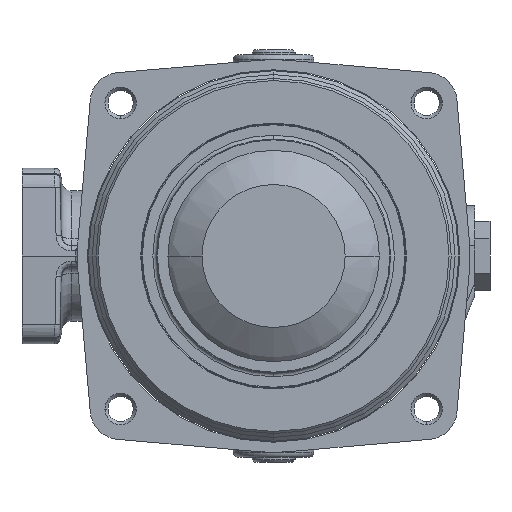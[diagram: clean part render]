
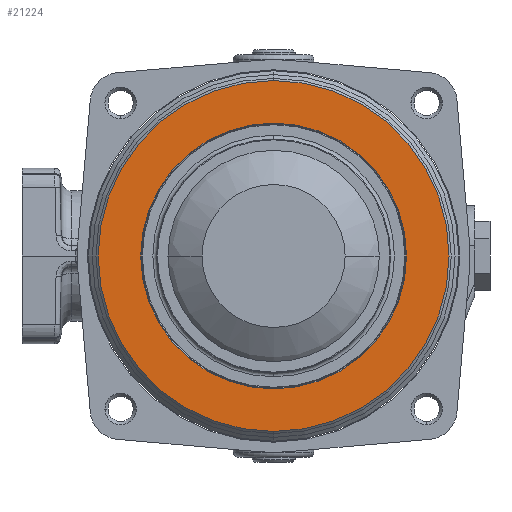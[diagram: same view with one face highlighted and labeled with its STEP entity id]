
A CAD part, left-side view. The second image highlights one B-rep face of the part: STEP entity #21224.
In plain terms, the highlighted planar face has unit normal (-1, 0, 0).
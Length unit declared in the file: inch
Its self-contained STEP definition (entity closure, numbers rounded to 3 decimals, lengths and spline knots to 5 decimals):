
#20708=CARTESIAN_POINT('',(-1.715,-1.235,0.));
#20709=DIRECTION('',(-1.,0.,0.));
#20710=DIRECTION('',(0.,0.,1.));
#20711=AXIS2_PLACEMENT_3D('',#20708,#20709,#20710);
#20713=CARTESIAN_POINT('',(-1.715,-1.235,0.));
#20714=DIRECTION('',(1.,0.,0.));
#20715=DIRECTION('',(0.,0.,1.));
#20716=AXIS2_PLACEMENT_3D('',#20713,#20714,#20715);
#20718=CARTESIAN_POINT('',(-1.715,-1.235,0.));
#20719=DIRECTION('',(-1.,0.,0.));
#20720=DIRECTION('',(0.,0.,1.));
#20721=AXIS2_PLACEMENT_3D('',#20718,#20719,#20720);
#20819=CARTESIAN_POINT('',(-1.715,-1.235,0.));
#20820=DIRECTION('',(1.,0.,0.));
#20821=DIRECTION('',(0.,0.,1.));
#20822=AXIS2_PLACEMENT_3D('',#20819,#20820,#20821);
#21001=CARTESIAN_POINT('',(-1.715,-1.235,1.6505));
#21002=VERTEX_POINT('',#21001);
#21003=CARTESIAN_POINT('',(-1.715,-1.235,2.179));
#21005=VERTEX_POINT('',#21003);
#21025=CARTESIAN_POINT('',(-1.715,-1.235,-1.6505));
#21026=VERTEX_POINT('',#21025);
#21027=CARTESIAN_POINT('',(-1.715,-1.235,-2.179));
#21029=VERTEX_POINT('',#21027);
#21208=CARTESIAN_POINT('',(-1.715,-1.235,0.));
#21209=DIRECTION('',(-1.,0.,0.));
#21210=DIRECTION('',(0.,0.,1.));
#21211=AXIS2_PLACEMENT_3D('',#21208,#21209,#21210);
#21212=PLANE('',#21211);
#21214=ORIENTED_EDGE('',*,*,#21213,.T.);
#21216=ORIENTED_EDGE('',*,*,#21215,.F.);
#21217=EDGE_LOOP('',(#21214,#21216));
#21218=FACE_OUTER_BOUND('',#21217,.F.);
#21219=ORIENTED_EDGE('',*,*,#21203,.T.);
#21221=ORIENTED_EDGE('',*,*,#21220,.F.);
#21222=EDGE_LOOP('',(#21219,#21221));
#21223=FACE_BOUND('',#21222,.F.);
#20712=CIRCLE('',#20711,1.6505);
#20717=CIRCLE('',#20716,1.6505);
#20722=CIRCLE('',#20721,2.179);
#20823=CIRCLE('',#20822,2.179);
#21203=EDGE_CURVE('',#21002,#21026,#20712,.T.);
#21213=EDGE_CURVE('',#21005,#21029,#20823,.T.);
#21215=EDGE_CURVE('',#21005,#21029,#20722,.T.);
#21220=EDGE_CURVE('',#21002,#21026,#20717,.T.);
#21224=ADVANCED_FACE('',(#21218,#21223),#21212,.T.);
